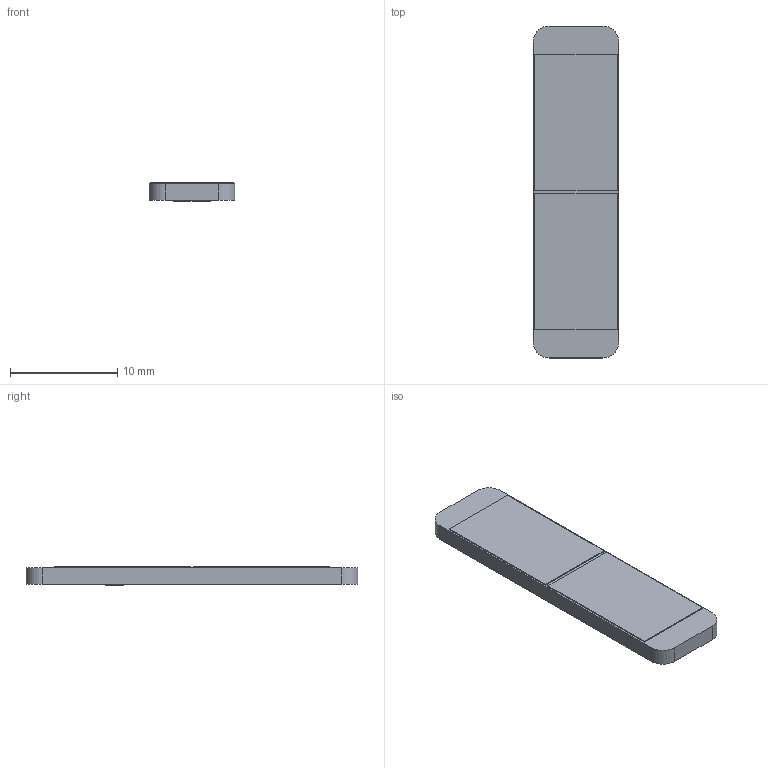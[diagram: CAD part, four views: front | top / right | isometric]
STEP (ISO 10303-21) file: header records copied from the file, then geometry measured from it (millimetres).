
FILE_DESCRIPTION(/* description */ (''),/* implementation_level */ '2;1');
FILE_NAME(/* name */ '623d6983-47dc-4f51-a1d3-64efe4379e41.stp',/* time_stamp */ '2020-01-31T00:37:14+00:00',/* author */ (''),/* organization */ (''),/* preprocessor_version */ 'ST-DEVELOPER v18',/* originating_system */ 'Autodesk Translation Framework v8.12.0.6',/* authorisation */ '');
FILE_SCHEMA (('AUTOMOTIVE_DESIGN { 1 0 10303 214 3 1 1 }'));
Length unit declared in the file: millimetre
Products named in the file (5): 623d6983-47dc-4f51-a1d3-64efe4379e41; PCB Component; Board; 1206; WEIDMULLERLSF-3_50-2-90
Assembly tree (5 placements, depth 3):
  623d6983-47dc-4f51-a1d3-64efe4379e41
    PCB Component
      Board
      1206
      WEIDMULLERLSF-3_50-2-90  x2
Bounding box: 8 x 31 x 1.77 mm (x, y, z)
Volume: 388.4 mm3; surface area: 1066.3 mm2
Topology: 4 solids, 4 shells, 41 faces, 99 edges, 66 vertices
Faces by surface type: plane 24, cylinder 17
Full cylindrical faces by diameter (mm): 0.35 x1, 1.1 x12
Entity records: 1293 total; most frequent: DIRECTION 211, CARTESIAN_POINT 190, ORIENTED_EDGE 174, EDGE_CURVE 87, AXIS2_PLACEMENT_3D 79, EDGE_LOOP 61, VERTEX_POINT 58, LINE 53
